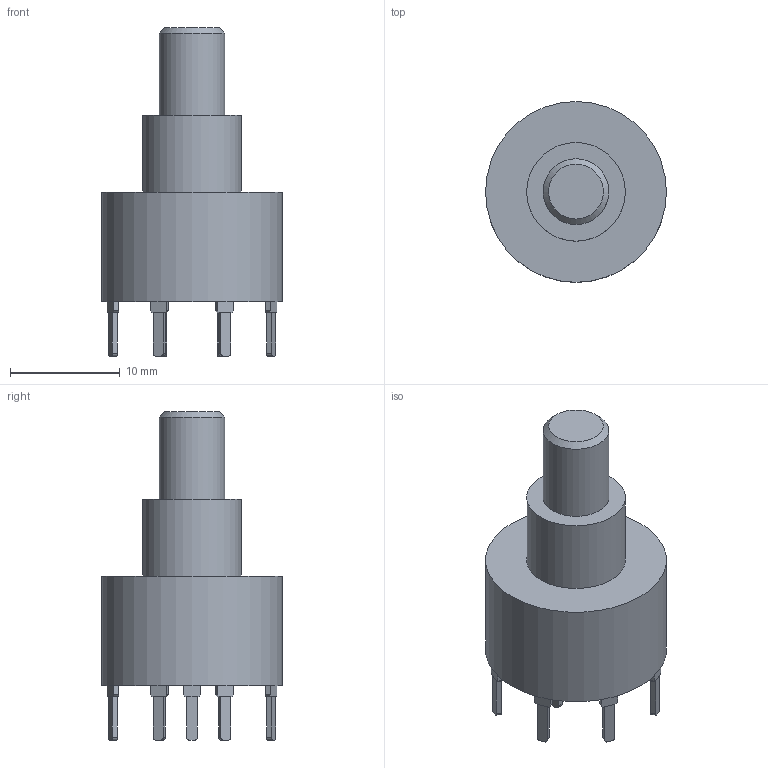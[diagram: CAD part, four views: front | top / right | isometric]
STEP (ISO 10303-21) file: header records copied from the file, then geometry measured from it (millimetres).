
FILE_DESCRIPTION(('FreeCAD Model'),'2;1');
FILE_NAME('Open CASCADE Shape Model','2025-03-04T21:05:23',(''),(''), 'Open CASCADE STEP processor 7.8','FreeCAD','Unknown');
FILE_SCHEMA(('AUTOMOTIVE_DESIGN { 1 0 10303 214 1 1 1 1 }'));
Length unit declared in the file: millimetre
Products named in the file (4): rotary_switch_small; Pin003; Pin; Body
Assembly tree (11 placements, depth 2):
  rotary_switch_small
    Pin003  x8
    Pin  x2
    Body
Bounding box: 16.5 x 16.5 x 30 mm (x, y, z)
Volume: 2835.2 mm3; surface area: 1463.7 mm2
Topology: 11 solids, 11 shells, 168 faces, 407 edges, 263 vertices
Faces by surface type: plane 144, cylinder 23, cone 1
Full cylindrical faces by diameter (mm): 6 x1, 9 x1, 16.5 x1
Entity records: 1249 total; most frequent: DIRECTION 208, CARTESIAN_POINT 198, ORIENTED_EDGE 178, EDGE_CURVE 89, LINE 74, VECTOR 74, AXIS2_PLACEMENT_3D 67, VERTEX_POINT 57
